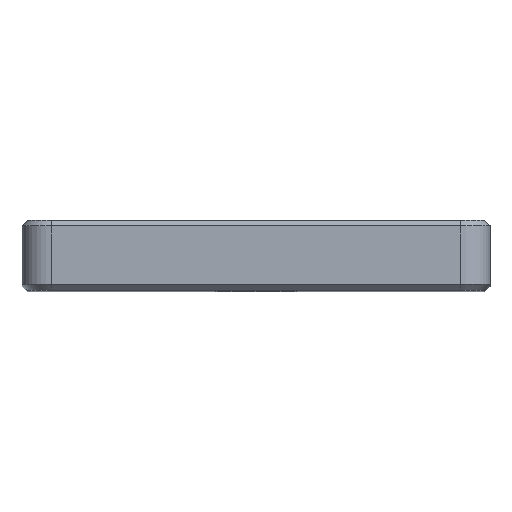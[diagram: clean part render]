
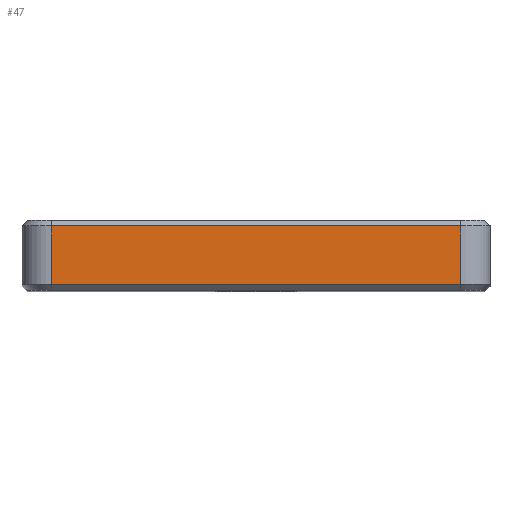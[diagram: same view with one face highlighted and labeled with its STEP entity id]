
A CAD part, top view. The second image highlights one B-rep face of the part: STEP entity #47.
In plain terms, the highlighted planar face has unit normal (0, 0, 1).
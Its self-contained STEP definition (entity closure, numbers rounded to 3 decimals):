
#14 = LINE ( 'NONE', #1289, #70 ) ;
#47 = ADVANCED_FACE ( 'NONE', ( #1071 ), #1643, .F. ) ;
#53 = DIRECTION ( 'NONE',  ( -1., 0., 0. ) ) ;
#70 = VECTOR ( 'NONE', #902, 1000. ) ;
#205 = CARTESIAN_POINT ( 'NONE',  ( -35., 1., 80. ) ) ;
#233 = CARTESIAN_POINT ( 'NONE',  ( -40., 12., 80. ) ) ;
#236 = LINE ( 'NONE', #1234, #462 ) ;
#306 = EDGE_CURVE ( 'NONE', #910, #577, #14, .T. ) ;
#428 = DIRECTION ( 'NONE',  ( 0., -1., 0. ) ) ;
#451 = EDGE_CURVE ( 'NONE', #1366, #910, #638, .T. ) ;
#461 = CARTESIAN_POINT ( 'NONE',  ( 35., 1., 80. ) ) ;
#462 = VECTOR ( 'NONE', #1808, 1000. ) ;
#465 = EDGE_CURVE ( 'NONE', #577, #1021, #236, .T. ) ;
#539 = CARTESIAN_POINT ( 'NONE',  ( -35., 11., 80. ) ) ;
#567 = VECTOR ( 'NONE', #428, 1000. ) ;
#577 = VERTEX_POINT ( 'NONE', #982 ) ;
#637 = ORIENTED_EDGE ( 'NONE', *, *, #1576, .T. ) ;
#638 = LINE ( 'NONE', #1517, #1173 ) ;
#758 = DIRECTION ( 'NONE',  ( 0., 0., -1. ) ) ;
#814 = ORIENTED_EDGE ( 'NONE', *, *, #306, .T. ) ;
#837 = CARTESIAN_POINT ( 'NONE',  ( -35., 0., 80. ) ) ;
#902 = DIRECTION ( 'NONE',  ( 0., 1., 0. ) ) ;
#910 = VERTEX_POINT ( 'NONE', #461 ) ;
#940 = AXIS2_PLACEMENT_3D ( 'NONE', #233, #758, #53 ) ;
#982 = CARTESIAN_POINT ( 'NONE',  ( 35., 11., 80. ) ) ;
#984 = LINE ( 'NONE', #837, #567 ) ;
#1021 = VERTEX_POINT ( 'NONE', #539 ) ;
#1071 = FACE_OUTER_BOUND ( 'NONE', #1598, .T. ) ;
#1173 = VECTOR ( 'NONE', #1391, 1000. ) ;
#1234 = CARTESIAN_POINT ( 'NONE',  ( -40., 11., 80. ) ) ;
#1289 = CARTESIAN_POINT ( 'NONE',  ( 35., 12., 80. ) ) ;
#1294 = ORIENTED_EDGE ( 'NONE', *, *, #451, .T. ) ;
#1366 = VERTEX_POINT ( 'NONE', #205 ) ;
#1391 = DIRECTION ( 'NONE',  ( 1., 0., 0. ) ) ;
#1465 = ORIENTED_EDGE ( 'NONE', *, *, #465, .T. ) ;
#1517 = CARTESIAN_POINT ( 'NONE',  ( 35., 1., 80. ) ) ;
#1576 = EDGE_CURVE ( 'NONE', #1021, #1366, #984, .T. ) ;
#1598 = EDGE_LOOP ( 'NONE', ( #637, #1294, #814, #1465 ) ) ;
#1643 = PLANE ( 'NONE',  #940 ) ;
#1808 = DIRECTION ( 'NONE',  ( -1., 0., 0. ) ) ;
